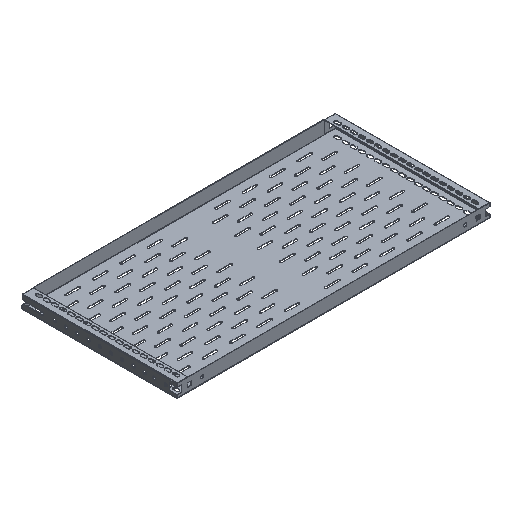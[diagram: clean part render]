
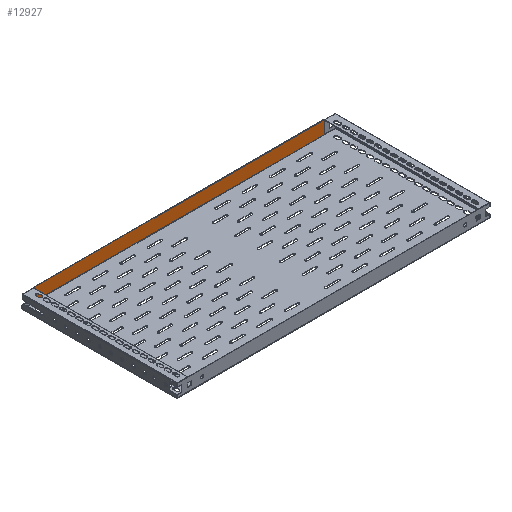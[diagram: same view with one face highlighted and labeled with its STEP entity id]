
A CAD part, isometric view. The second image highlights one B-rep face of the part: STEP entity #12927.
In plain terms, the highlighted planar face has unit normal (0, -1, 0).
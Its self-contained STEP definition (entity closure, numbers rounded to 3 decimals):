
#1862 = CARTESIAN_POINT ( 'NONE',  ( -324., 171.75, 28.5 ) ) ;
#1863 = DIRECTION ( 'NONE',  ( 0., 0., 1. ) ) ;
#1872 = LINE ( 'NONE', #1873, #17860 ) ;
#1873 = CARTESIAN_POINT ( 'NONE',  ( 324., 171.75, 28.5 ) ) ;
#1874 = DIRECTION ( 'NONE',  ( 1., 0., 0. ) ) ;
#2101 = LINE ( 'NONE', #2102, #18459 ) ;
#2102 = CARTESIAN_POINT ( 'NONE',  ( 324., 171.75, 0.1 ) ) ;
#2103 = DIRECTION ( 'NONE',  ( -1., 0., 0. ) ) ;
#2110 = LINE ( 'NONE', #2111, #18234 ) ;
#2111 = CARTESIAN_POINT ( 'NONE',  ( 324., 171.75, 28.5 ) ) ;
#2112 = DIRECTION ( 'NONE',  ( 0., 0., -1. ) ) ;
#2113 = LINE ( 'NONE', #1862, #18672 ) ;
#4112 = CARTESIAN_POINT ( 'NONE',  ( -324., 171.75, 28.5 ) ) ;
#4123 = FACE_OUTER_BOUND ( 'NONE', #7331, .T. ) ;
#4127 = PLANE ( 'NONE',  #17813 ) ;
#4128 = DIRECTION ( 'NONE',  ( 0., -1., 0. ) ) ;
#4129 = DIRECTION ( 'NONE',  ( 0., 0., -1. ) ) ;
#7331 = EDGE_LOOP ( 'NONE', ( #25345, #25347, #25349, #25351 ) ) ;
#12927 = ADVANCED_FACE ( 'NONE', ( #4123 ), #4127, .T. ) ;
#13711 = EDGE_CURVE ( 'NONE', #19876, #19934, #2101, .T. ) ;
#13714 = EDGE_CURVE ( 'NONE', #19875, #19876, #2110, .T. ) ;
#13715 = EDGE_CURVE ( 'NONE', #19934, #19870, #2113, .T. ) ;
#13719 = EDGE_CURVE ( 'NONE', #19870, #19875, #1872, .T. ) ;
#17813 = AXIS2_PLACEMENT_3D ( 'NONE', #4112, #4128, #4129 ) ;
#17860 = VECTOR ( 'NONE', #1874, 1000. ) ;
#18234 = VECTOR ( 'NONE', #2112, 1000. ) ;
#18459 = VECTOR ( 'NONE', #2103, 1000. ) ;
#18672 = VECTOR ( 'NONE', #1863, 1000. ) ;
#19870 = VERTEX_POINT ( 'NONE', #30414 ) ;
#19875 = VERTEX_POINT ( 'NONE', #30419 ) ;
#19876 = VERTEX_POINT ( 'NONE', #30420 ) ;
#19934 = VERTEX_POINT ( 'NONE', #30478 ) ;
#25345 = ORIENTED_EDGE ( 'NONE', *, *, #13711, .F. ) ;
#25347 = ORIENTED_EDGE ( 'NONE', *, *, #13714, .F. ) ;
#25349 = ORIENTED_EDGE ( 'NONE', *, *, #13719, .F. ) ;
#25351 = ORIENTED_EDGE ( 'NONE', *, *, #13715, .F. ) ;
#30414 = CARTESIAN_POINT ( 'NONE',  ( -324., 171.75, 28.5 ) ) ;
#30419 = CARTESIAN_POINT ( 'NONE',  ( 324., 171.75, 28.5 ) ) ;
#30420 = CARTESIAN_POINT ( 'NONE',  ( 324., 171.75, 0.1 ) ) ;
#30478 = CARTESIAN_POINT ( 'NONE',  ( -324., 171.75, 0.1 ) ) ;
